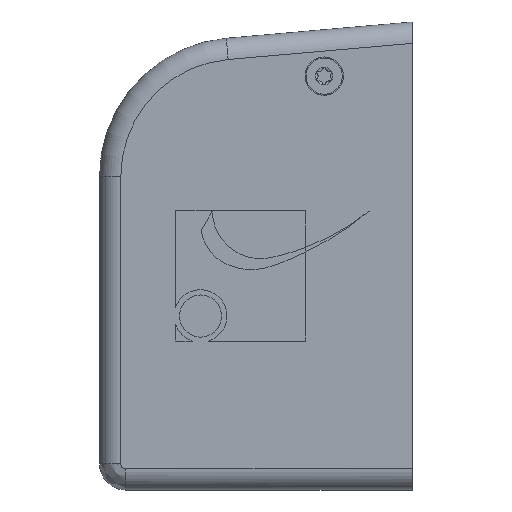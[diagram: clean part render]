
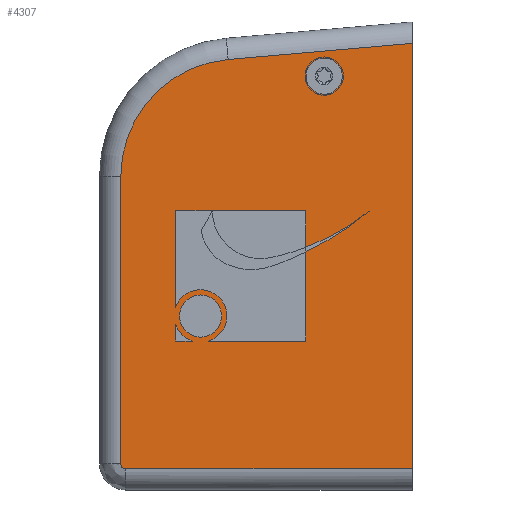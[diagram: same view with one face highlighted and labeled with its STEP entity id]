
A CAD part, left-side view. The second image highlights one B-rep face of the part: STEP entity #4307.
In plain terms, the highlighted planar face has unit normal (-1, 0, 0).
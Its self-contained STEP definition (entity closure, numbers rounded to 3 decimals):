
#270=FACE_BOUND('',#706,.T.);
#271=FACE_BOUND('',#707,.T.);
#272=FACE_BOUND('',#708,.T.);
#273=FACE_BOUND('',#709,.T.);
#446=FACE_OUTER_BOUND('',#705,.T.);
#705=EDGE_LOOP('',(#3223,#3224,#3225,#3226,#3227,#3228));
#706=EDGE_LOOP('',(#3229,#3230,#3231,#3232,#3233,#3234,#3235,#3236,#3237));
#707=EDGE_LOOP('',(#3238,#3239,#3240));
#708=EDGE_LOOP('',(#3241));
#709=EDGE_LOOP('',(#3242));
#995=LINE('',#7030,#1317);
#996=LINE('',#7032,#1318);
#997=LINE('',#7034,#1319);
#998=LINE('',#7038,#1320);
#999=LINE('',#7046,#1321);
#1000=LINE('',#7048,#1322);
#1001=LINE('',#7052,#1323);
#1002=LINE('',#7054,#1324);
#1003=LINE('',#7056,#1325);
#1004=LINE('',#7057,#1326);
#1005=LINE('',#7062,#1327);
#1006=LINE('',#7063,#1328);
#1317=VECTOR('',#5534,5.);
#1318=VECTOR('',#5535,10.);
#1319=VECTOR('',#5536,5.);
#1320=VECTOR('',#5539,5.);
#1321=VECTOR('',#5546,10.);
#1322=VECTOR('',#5547,10.);
#1323=VECTOR('',#5550,10.);
#1324=VECTOR('',#5551,10.);
#1325=VECTOR('',#5552,10.);
#1326=VECTOR('',#5553,10.);
#1327=VECTOR('',#5556,10.);
#1328=VECTOR('',#5557,10.);
#1631=CIRCLE('',#4738,4.25);
#1633=CIRCLE('',#4742,27.633);
#1634=CIRCLE('',#4743,1.133);
#1635=CIRCLE('',#4744,55.075);
#1636=CIRCLE('',#4745,72.437);
#1637=CIRCLE('',#4746,6.182);
#1638=CIRCLE('',#4747,6.182);
#1639=CIRCLE('',#4748,4.95);
#1939=VERTEX_POINT('',#7020);
#1941=VERTEX_POINT('',#7028);
#1942=VERTEX_POINT('',#7029);
#1943=VERTEX_POINT('',#7031);
#1944=VERTEX_POINT('',#7033);
#1945=VERTEX_POINT('',#7035);
#1946=VERTEX_POINT('',#7037);
#1947=VERTEX_POINT('',#7040);
#1948=VERTEX_POINT('',#7041);
#1949=VERTEX_POINT('',#7043);
#1950=VERTEX_POINT('',#7045);
#1951=VERTEX_POINT('',#7047);
#1952=VERTEX_POINT('',#7049);
#1953=VERTEX_POINT('',#7051);
#1954=VERTEX_POINT('',#7053);
#1955=VERTEX_POINT('',#7055);
#1956=VERTEX_POINT('',#7058);
#1957=VERTEX_POINT('',#7059);
#1958=VERTEX_POINT('',#7061);
#1959=VERTEX_POINT('',#7064);
#2409=EDGE_CURVE('',#1939,#1939,#1631,.T.);
#2413=EDGE_CURVE('',#1941,#1942,#995,.T.);
#2414=EDGE_CURVE('',#1941,#1943,#996,.T.);
#2415=EDGE_CURVE('',#1944,#1943,#997,.T.);
#2416=EDGE_CURVE('',#1945,#1944,#1633,.T.);
#2417=EDGE_CURVE('',#1946,#1945,#998,.T.);
#2418=EDGE_CURVE('',#1942,#1946,#1634,.T.);
#2419=EDGE_CURVE('',#1947,#1948,#1635,.T.);
#2420=EDGE_CURVE('',#1948,#1949,#1636,.T.);
#2421=EDGE_CURVE('',#1949,#1950,#999,.T.);
#2422=EDGE_CURVE('',#1950,#1951,#1000,.T.);
#2423=EDGE_CURVE('',#1951,#1952,#1637,.T.);
#2424=EDGE_CURVE('',#1952,#1953,#1001,.T.);
#2425=EDGE_CURVE('',#1953,#1954,#1002,.T.);
#2426=EDGE_CURVE('',#1954,#1955,#1003,.T.);
#2427=EDGE_CURVE('',#1955,#1947,#1004,.T.);
#2428=EDGE_CURVE('',#1956,#1957,#1638,.T.);
#2429=EDGE_CURVE('',#1957,#1958,#1005,.T.);
#2430=EDGE_CURVE('',#1958,#1956,#1006,.T.);
#2431=EDGE_CURVE('',#1959,#1959,#1639,.T.);
#3223=ORIENTED_EDGE('',*,*,#2413,.F.);
#3224=ORIENTED_EDGE('',*,*,#2414,.T.);
#3225=ORIENTED_EDGE('',*,*,#2415,.F.);
#3226=ORIENTED_EDGE('',*,*,#2416,.F.);
#3227=ORIENTED_EDGE('',*,*,#2417,.F.);
#3228=ORIENTED_EDGE('',*,*,#2418,.F.);
#3229=ORIENTED_EDGE('',*,*,#2419,.T.);
#3230=ORIENTED_EDGE('',*,*,#2420,.T.);
#3231=ORIENTED_EDGE('',*,*,#2421,.T.);
#3232=ORIENTED_EDGE('',*,*,#2422,.T.);
#3233=ORIENTED_EDGE('',*,*,#2423,.T.);
#3234=ORIENTED_EDGE('',*,*,#2424,.T.);
#3235=ORIENTED_EDGE('',*,*,#2425,.T.);
#3236=ORIENTED_EDGE('',*,*,#2426,.T.);
#3237=ORIENTED_EDGE('',*,*,#2427,.T.);
#3238=ORIENTED_EDGE('',*,*,#2428,.T.);
#3239=ORIENTED_EDGE('',*,*,#2429,.T.);
#3240=ORIENTED_EDGE('',*,*,#2430,.T.);
#3241=ORIENTED_EDGE('',*,*,#2431,.T.);
#3242=ORIENTED_EDGE('',*,*,#2409,.F.);
#4155=PLANE('',#4741);
#4307=ADVANCED_FACE('',(#446,#270,#271,#272,#273),#4155,.F.);
#4738=AXIS2_PLACEMENT_3D('',#7021,#5524,#5525);
#4741=AXIS2_PLACEMENT_3D('',#7027,#5532,#5533);
#4742=AXIS2_PLACEMENT_3D('',#7036,#5537,#5538);
#4743=AXIS2_PLACEMENT_3D('',#7039,#5540,#5541);
#4744=AXIS2_PLACEMENT_3D('',#7042,#5542,#5543);
#4745=AXIS2_PLACEMENT_3D('',#7044,#5544,#5545);
#4746=AXIS2_PLACEMENT_3D('',#7050,#5548,#5549);
#4747=AXIS2_PLACEMENT_3D('',#7060,#5554,#5555);
#4748=AXIS2_PLACEMENT_3D('',#7065,#5558,#5559);
#5524=DIRECTION('center_axis',(-1.,0.,0.));
#5525=DIRECTION('ref_axis',(0.,0.,1.));
#5532=DIRECTION('center_axis',(1.,0.,0.));
#5533=DIRECTION('ref_axis',(0.,0.,-1.));
#5534=DIRECTION('',(0.,1.,0.));
#5535=DIRECTION('',(0.,0.,1.));
#5536=DIRECTION('',(0.,-0.996,0.087));
#5537=DIRECTION('center_axis',(1.,0.,0.));
#5538=DIRECTION('ref_axis',(0.,-0.737,-0.676));
#5539=DIRECTION('',(0.,0.,1.));
#5540=DIRECTION('center_axis',(1.,0.,0.));
#5541=DIRECTION('ref_axis',(0.,-1.,0.));
#5542=DIRECTION('center_axis',(-1.,0.,0.));
#5543=DIRECTION('ref_axis',(0.,0.205,0.979));
#5544=DIRECTION('center_axis',(1.,0.,0.));
#5545=DIRECTION('ref_axis',(0.,-0.324,-0.946));
#5546=DIRECTION('',(0.,0.,-1.));
#5547=DIRECTION('',(0.,1.,0.));
#5548=DIRECTION('center_axis',(-1.,0.,0.));
#5549=DIRECTION('ref_axis',(0.,0.312,0.95));
#5550=DIRECTION('',(0.,0.,1.));
#5551=DIRECTION('',(0.,-1.,0.));
#5552=DIRECTION('',(0.,-1.,0.));
#5553=DIRECTION('',(0.,0.,-1.));
#5554=DIRECTION('center_axis',(-1.,0.,0.));
#5555=DIRECTION('ref_axis',(0.,-0.95,0.312));
#5556=DIRECTION('',(0.,1.,0.));
#5557=DIRECTION('',(0.,0.,1.));
#5558=DIRECTION('center_axis',(1.,0.,0.));
#5559=DIRECTION('ref_axis',(0.,0.,-1.));
#7020=CARTESIAN_POINT('',(-2.5,20.75,-14.33));
#7021=CARTESIAN_POINT('Origin',(-2.5,20.75,-10.08));
#7027=CARTESIAN_POINT('Origin',(-2.5,33.097,-56.468));
#7028=CARTESIAN_POINT('',(-2.5,0.,-102.333));
#7029=CARTESIAN_POINT('',(-2.5,67.4,-102.333));
#7030=CARTESIAN_POINT('',(-2.5,67.4,-102.333));
#7031=CARTESIAN_POINT('',(-2.5,0.,-2.376));
#7032=CARTESIAN_POINT('',(-2.5,0.,-107.4));
#7033=CARTESIAN_POINT('',(-2.5,43.308,-6.165));
#7034=CARTESIAN_POINT('',(-2.5,37.542,-5.661));
#7035=CARTESIAN_POINT('',(-2.5,68.533,-33.693));
#7036=CARTESIAN_POINT('Origin',(-2.5,40.9,-33.693));
#7037=CARTESIAN_POINT('',(-2.5,68.533,-101.2));
#7038=CARTESIAN_POINT('',(-2.5,68.533,-33.693));
#7039=CARTESIAN_POINT('Origin',(-2.5,67.4,-101.2));
#7040=CARTESIAN_POINT('',(-2.5,25.069,-50.309));
#7041=CARTESIAN_POINT('',(-2.5,10.173,-41.778));
#7042=CARTESIAN_POINT('Origin',(-2.5,44.658,1.165));
#7043=CARTESIAN_POINT('',(-2.5,25.069,-51.423));
#7044=CARTESIAN_POINT('Origin',(-2.5,56.696,13.745));
#7045=CARTESIAN_POINT('',(-2.5,25.069,-72.331));
#7046=CARTESIAN_POINT('',(-2.5,25.069,-53.945));
#7047=CARTESIAN_POINT('',(-2.5,47.865,-72.331));
#7048=CARTESIAN_POINT('',(-2.5,29.083,-72.331));
#7049=CARTESIAN_POINT('',(-2.5,55.669,-64.528));
#7050=CARTESIAN_POINT('Origin',(-2.5,49.796,-66.458));
#7051=CARTESIAN_POINT('',(-2.5,55.669,-41.731));
#7052=CARTESIAN_POINT('',(-2.5,55.669,-60.498));
#7053=CARTESIAN_POINT('',(-2.5,47.014,-41.731));
#7054=CARTESIAN_POINT('',(-2.5,44.383,-41.731));
#7055=CARTESIAN_POINT('',(-2.5,25.069,-41.731));
#7056=CARTESIAN_POINT('',(-2.5,40.056,-41.731));
#7057=CARTESIAN_POINT('',(-2.5,25.069,-49.099));
#7058=CARTESIAN_POINT('',(-2.5,55.669,-68.389));
#7059=CARTESIAN_POINT('',(-2.5,51.727,-72.331));
#7060=CARTESIAN_POINT('Origin',(-2.5,49.796,-66.458));
#7061=CARTESIAN_POINT('',(-2.5,55.669,-72.331));
#7062=CARTESIAN_POINT('',(-2.5,42.412,-72.331));
#7063=CARTESIAN_POINT('',(-2.5,55.669,-64.399));
#7064=CARTESIAN_POINT('',(-2.5,49.796,-61.508));
#7065=CARTESIAN_POINT('Origin',(-2.5,49.796,-66.458));
